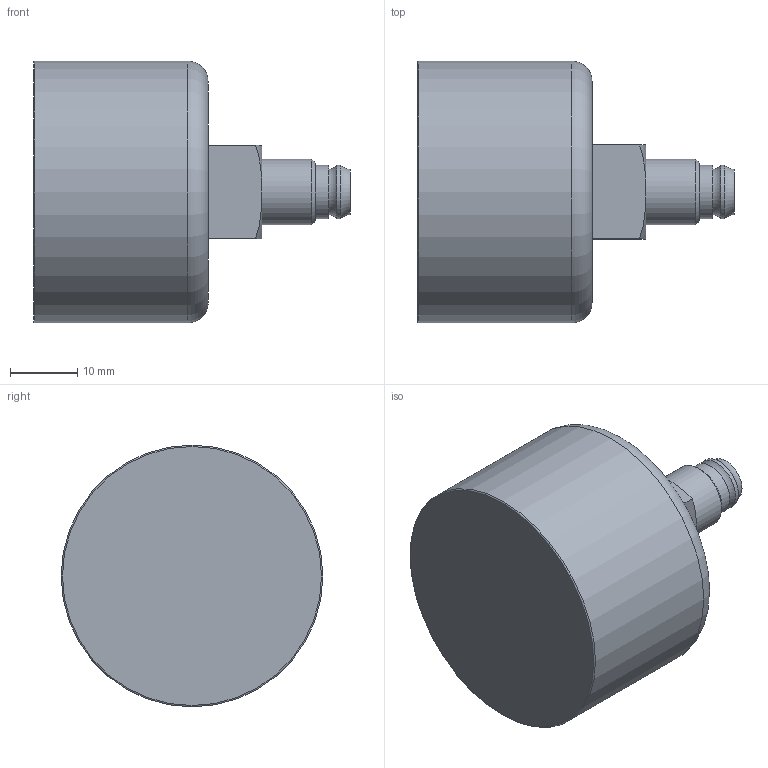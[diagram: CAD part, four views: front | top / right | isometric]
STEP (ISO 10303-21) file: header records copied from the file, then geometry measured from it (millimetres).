
FILE_DESCRIPTION(/* description */ ('STEP AP214'),/* implementation_level */ '2;1');
FILE_NAME(/* name */ '192733_MA-40-16-G1_8-MPA',/* time_stamp */ '2024-09-02T17:59:14+02:00',/* author */ ('License CC BY-ND 4.0'),/* organization */ ('CADENAS'),/* preprocessor_version */ 'ST-DEVELOPER v19.3',/* originating_system */ 'PARTsolutions',/* authorisation */ ' ');
FILE_SCHEMA (('AUTOMOTIVE_DESIGN {1 0 10303 214 3 1 1}'));
Length unit declared in the file: millimetre
Products named in the file (1): 192733 MA-40-1,6-G1/8-MPA
Bounding box: 47.2 x 39 x 39 mm (x, y, z)
Volume: 33184.6 mm3; surface area: 6240.3 mm2
Topology: 1 solids, 1 shells, 28 faces, 50 edges, 30 vertices
Faces by surface type: plane 12, torus 9, cylinder 6, cone 1
Full cylindrical faces by diameter (mm): 4 x1, 4.2 x1, 8 x2, 9.728 x1, 39 x1
Entity records: 662 total; most frequent: CARTESIAN_POINT 129, DIRECTION 110, ORIENTED_EDGE 76, AXIS2_PLACEMENT_3D 51, EDGE_LOOP 46, FACE_BOUND 46, EDGE_CURVE 38, VERTEX_POINT 30
